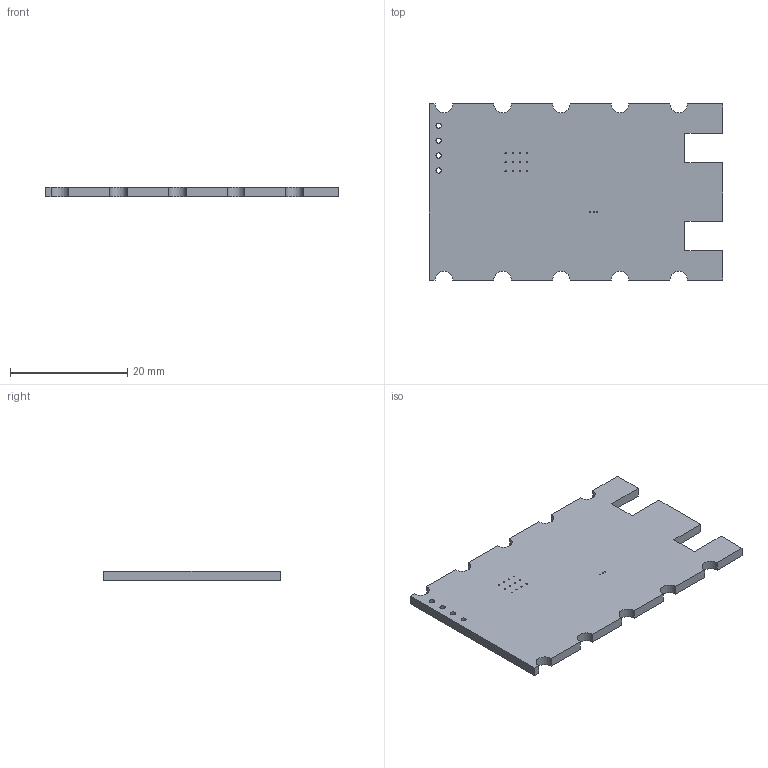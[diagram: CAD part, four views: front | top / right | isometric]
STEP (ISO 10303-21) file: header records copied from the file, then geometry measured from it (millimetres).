
FILE_DESCRIPTION(('KiCad electronic assembly'),'2;1');
FILE_NAME('TFSIK01A.step','2022-05-11T12:10:24',('Pcbnew'),('Kicad'), 'Open CASCADE STEP processor 7.5','KiCad to STEP converter','Unknown' );
FILE_SCHEMA(('AUTOMOTIVE_DESIGN { 1 0 10303 214 1 1 1 1 }'));
Length unit declared in the file: millimetre
Products named in the file (2): TFSIK01A 1; TFSIK01A PCB
Assembly tree (1 placements, depth 2):
  TFSIK01A 1
    TFSIK01A PCB
Bounding box: 50 x 30 x 1.6 mm (x, y, z)
Volume: 2236.6 mm3; surface area: 3153.3 mm2
Topology: 1 solids, 1 shells, 53 faces, 153 edges, 102 vertices
Faces by surface type: cylinder 29, plane 24
Full cylindrical faces by diameter (mm): 0.2 x15, 0.889 x4
Entity records: 3857 total; most frequent: CARTESIAN_POINT 636, DIRECTION 607, LINE 323, VECTOR 323, ORIENTED_EDGE 306, PCURVE 306, DEFINITIONAL_REPRESENTATION 306, EDGE_CURVE 153
